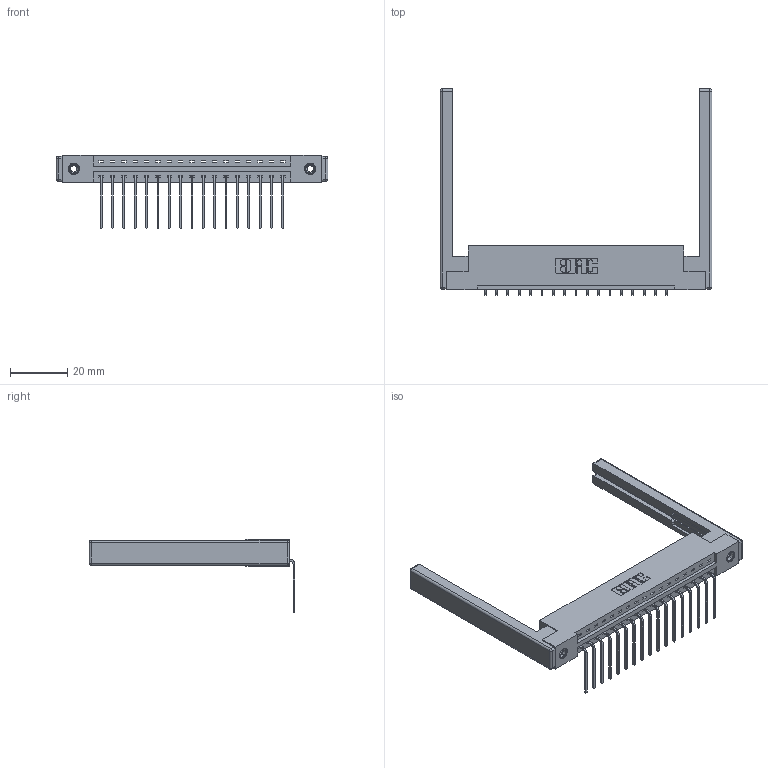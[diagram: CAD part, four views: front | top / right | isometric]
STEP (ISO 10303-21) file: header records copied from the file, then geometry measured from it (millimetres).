
FILE_DESCRIPTION (( 'STEP AP203' ), '1' );
FILE_NAME ('337-017-559-168.STEP', '2019-09-28T19:22:01', ( '' ), ( '' ), 'SwSTEP 2.0', 'SolidWorks 2016', '' );
FILE_SCHEMA (( 'CONFIG_CONTROL_DESIGN' ));
Length unit declared in the file: inch
Products named in the file (5): 307-220-068; 337 Part_Flush Mounting Lugs - 0.156 Dia-TI; 345-292-001_558 559 Tail - 1; 345-250-001_345-250-001-102; 337-017-559-168
Assembly tree (22 placements, depth 2):
  337-017-559-168
    337 Part_Flush Mounting Lugs - 0.156 Dia-TI
    345-292-001_558 559 Tail - 1  x17
    345-250-001_345-250-001-102  x2
    307-220-068  x2
Bounding box: 94.79 x 71.82 x 25.53 mm (x, y, z)
Volume: 13987.1 mm3; surface area: 14217.9 mm2
Topology: 22 solids, 22 shells, 1356 faces, 3999 edges, 2622 vertices
Faces by surface type: plane 974, cylinder 358, cone 12, sphere 8, torus 4
Entity records: 18714 total; most frequent: CARTESIAN_POINT 3214, ORIENTED_EDGE 3156, DIRECTION 2830, EDGE_CURVE 1578, VECTOR 1400, LINE 1400, VERTEX_POINT 1042, AXIS2_PLACEMENT_3D 715
